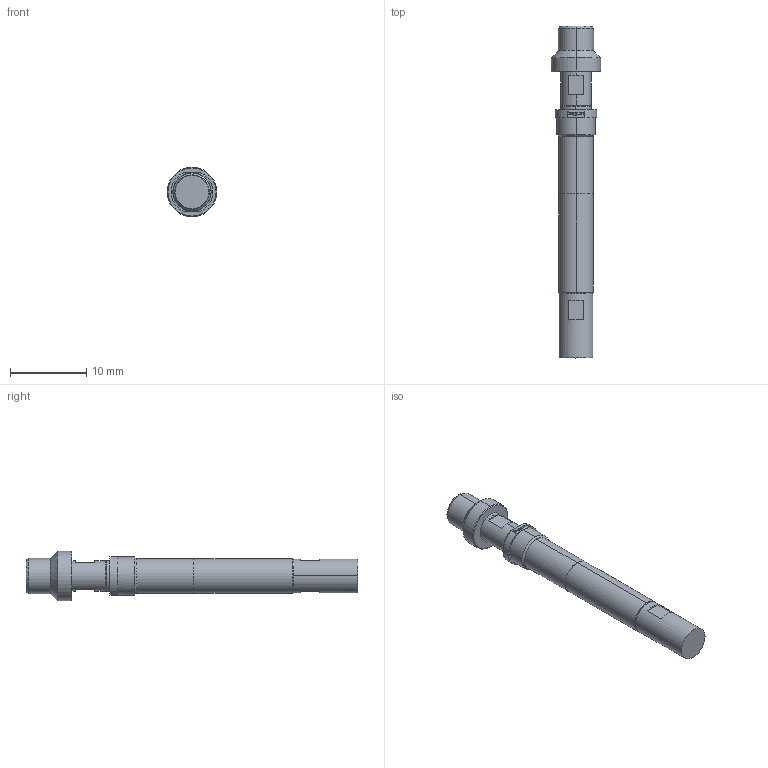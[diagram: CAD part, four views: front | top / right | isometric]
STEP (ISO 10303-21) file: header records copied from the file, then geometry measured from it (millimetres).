
FILE_DESCRIPTION (( 'STEP AP203' ), '1' );
FILE_NAME ('INGUN_HFS-8x0_308_180_A_xx42_MBX_M.STEP', '2022-03-15T11:08:29', ( 'ochi' ), ( '' ), 'SwSTEP 2.0', 'SolidWorks 2018', '' );
FILE_SCHEMA (( 'CONFIG_CONTROL_DESIGN' ));
Length unit declared in the file: millimetre
Products named in the file (1): INGUN_HFS-8x0_308_180_A_xx42_MBX_M
Bounding box: 6.5 x 43.5 x 6.5 mm (x, y, z)
Volume: 673.9 mm3; surface area: 757.9 mm2
Topology: 1 solids, 1 shells, 142 faces, 342 edges, 217 vertices
Faces by surface type: plane 75, cylinder 49, cone 18
Entity records: 4205 total; most frequent: DIRECTION 746, CARTESIAN_POINT 719, ORIENTED_EDGE 680, EDGE_CURVE 340, AXIS2_PLACEMENT_3D 266, VERTEX_POINT 217, LINE 214, VECTOR 214
